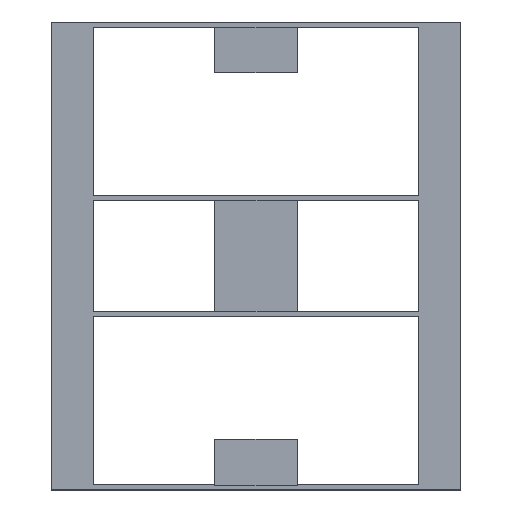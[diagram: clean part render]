
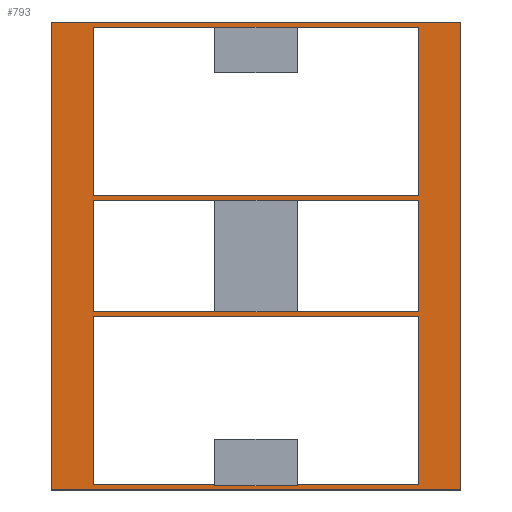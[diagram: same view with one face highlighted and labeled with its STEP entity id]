
A CAD part, top view. The second image highlights one B-rep face of the part: STEP entity #793.
In plain terms, the highlighted planar face has unit normal (0, 0, 1).
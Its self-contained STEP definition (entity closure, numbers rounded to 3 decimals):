
#15=FACE_BOUND('',#99,.T.);
#16=FACE_BOUND('',#100,.T.);
#17=FACE_BOUND('',#101,.T.);
#59=FACE_OUTER_BOUND('',#98,.T.);
#98=EDGE_LOOP('',(#663,#664,#665,#666));
#99=EDGE_LOOP('',(#667,#668,#669,#670,#671,#672,#673,#674));
#100=EDGE_LOOP('',(#675,#676,#677,#678,#679,#680,#681,#682));
#101=EDGE_LOOP('',(#683,#684,#685,#686,#687,#688));
#109=LINE('',#1044,#217);
#111=LINE('',#1048,#219);
#120=LINE('',#1067,#228);
#122=LINE('',#1071,#230);
#131=LINE('',#1087,#239);
#135=LINE('',#1097,#243);
#139=LINE('',#1106,#247);
#145=LINE('',#1118,#253);
#154=LINE('',#1136,#262);
#156=LINE('',#1140,#264);
#159=LINE('',#1146,#267);
#164=LINE('',#1156,#272);
#170=LINE('',#1167,#278);
#173=LINE('',#1173,#281);
#175=LINE('',#1177,#283);
#178=LINE('',#1184,#286);
#182=LINE('',#1190,#290);
#185=LINE('',#1196,#293);
#188=LINE('',#1201,#296);
#191=LINE('',#1207,#299);
#193=LINE('',#1211,#301);
#197=LINE('',#1217,#305);
#205=LINE('',#1235,#313);
#208=LINE('',#1241,#316);
#211=LINE('',#1247,#319);
#214=LINE('',#1251,#322);
#217=VECTOR('',#854,10.);
#219=VECTOR('',#858,10.);
#228=VECTOR('',#869,10.);
#230=VECTOR('',#873,10.);
#239=VECTOR('',#886,10.);
#243=VECTOR('',#898,10.);
#247=VECTOR('',#904,10.);
#253=VECTOR('',#914,10.);
#262=VECTOR('',#927,10.);
#264=VECTOR('',#931,10.);
#267=VECTOR('',#936,10.);
#272=VECTOR('',#943,10.);
#278=VECTOR('',#953,10.);
#281=VECTOR('',#958,10.);
#283=VECTOR('',#962,10.);
#286=VECTOR('',#967,10.);
#290=VECTOR('',#973,10.);
#293=VECTOR('',#978,10.);
#296=VECTOR('',#985,10.);
#299=VECTOR('',#990,10.);
#301=VECTOR('',#994,10.);
#305=VECTOR('',#1000,10.);
#313=VECTOR('',#1016,10.);
#316=VECTOR('',#1021,10.);
#319=VECTOR('',#1026,10.);
#322=VECTOR('',#1031,10.);
#325=VERTEX_POINT('',#1041);
#326=VERTEX_POINT('',#1043);
#327=VERTEX_POINT('',#1047);
#335=VERTEX_POINT('',#1064);
#336=VERTEX_POINT('',#1066);
#337=VERTEX_POINT('',#1070);
#343=VERTEX_POINT('',#1095);
#344=VERTEX_POINT('',#1096);
#347=VERTEX_POINT('',#1104);
#348=VERTEX_POINT('',#1105);
#351=VERTEX_POINT('',#1116);
#352=VERTEX_POINT('',#1117);
#359=VERTEX_POINT('',#1135);
#360=VERTEX_POINT('',#1139);
#362=VERTEX_POINT('',#1145);
#366=VERTEX_POINT('',#1154);
#369=VERTEX_POINT('',#1165);
#371=VERTEX_POINT('',#1171);
#374=VERTEX_POINT('',#1181);
#375=VERTEX_POINT('',#1183);
#378=VERTEX_POINT('',#1194);
#380=VERTEX_POINT('',#1205);
#387=VERTEX_POINT('',#1232);
#388=VERTEX_POINT('',#1234);
#390=VERTEX_POINT('',#1240);
#392=VERTEX_POINT('',#1246);
#395=EDGE_CURVE('',#326,#325,#109,.T.);
#397=EDGE_CURVE('',#327,#325,#111,.T.);
#406=EDGE_CURVE('',#336,#335,#120,.T.);
#408=EDGE_CURVE('',#336,#337,#122,.T.);
#417=EDGE_CURVE('',#327,#337,#131,.T.);
#421=EDGE_CURVE('',#343,#344,#135,.T.);
#425=EDGE_CURVE('',#347,#348,#139,.T.);
#431=EDGE_CURVE('',#351,#352,#145,.T.);
#440=EDGE_CURVE('',#347,#359,#154,.T.);
#442=EDGE_CURVE('',#360,#359,#156,.T.);
#445=EDGE_CURVE('',#362,#326,#159,.T.);
#450=EDGE_CURVE('',#366,#348,#164,.T.);
#456=EDGE_CURVE('',#335,#369,#170,.T.);
#459=EDGE_CURVE('',#366,#371,#173,.T.);
#461=EDGE_CURVE('',#360,#344,#175,.T.);
#464=EDGE_CURVE('',#375,#374,#178,.T.);
#468=EDGE_CURVE('',#343,#371,#182,.T.);
#471=EDGE_CURVE('',#374,#378,#185,.T.);
#474=EDGE_CURVE('',#369,#362,#188,.T.);
#477=EDGE_CURVE('',#378,#380,#191,.T.);
#479=EDGE_CURVE('',#375,#352,#193,.T.);
#483=EDGE_CURVE('',#351,#380,#197,.T.);
#491=EDGE_CURVE('',#388,#387,#205,.T.);
#494=EDGE_CURVE('',#390,#388,#208,.T.);
#497=EDGE_CURVE('',#392,#390,#211,.T.);
#500=EDGE_CURVE('',#387,#392,#214,.T.);
#663=ORIENTED_EDGE('',*,*,#491,.T.);
#664=ORIENTED_EDGE('',*,*,#500,.T.);
#665=ORIENTED_EDGE('',*,*,#497,.T.);
#666=ORIENTED_EDGE('',*,*,#494,.T.);
#667=ORIENTED_EDGE('',*,*,#417,.T.);
#668=ORIENTED_EDGE('',*,*,#408,.F.);
#669=ORIENTED_EDGE('',*,*,#406,.T.);
#670=ORIENTED_EDGE('',*,*,#456,.T.);
#671=ORIENTED_EDGE('',*,*,#474,.T.);
#672=ORIENTED_EDGE('',*,*,#445,.T.);
#673=ORIENTED_EDGE('',*,*,#395,.T.);
#674=ORIENTED_EDGE('',*,*,#397,.F.);
#675=ORIENTED_EDGE('',*,*,#421,.T.);
#676=ORIENTED_EDGE('',*,*,#461,.F.);
#677=ORIENTED_EDGE('',*,*,#442,.T.);
#678=ORIENTED_EDGE('',*,*,#440,.F.);
#679=ORIENTED_EDGE('',*,*,#425,.T.);
#680=ORIENTED_EDGE('',*,*,#450,.F.);
#681=ORIENTED_EDGE('',*,*,#459,.T.);
#682=ORIENTED_EDGE('',*,*,#468,.F.);
#683=ORIENTED_EDGE('',*,*,#431,.T.);
#684=ORIENTED_EDGE('',*,*,#479,.F.);
#685=ORIENTED_EDGE('',*,*,#464,.T.);
#686=ORIENTED_EDGE('',*,*,#471,.T.);
#687=ORIENTED_EDGE('',*,*,#477,.T.);
#688=ORIENTED_EDGE('',*,*,#483,.F.);
#754=PLANE('',#846);
#793=ADVANCED_FACE('',(#59,#15,#16,#17),#754,.T.);
#846=AXIS2_PLACEMENT_3D('',#1252,#1032,#1033);
#854=DIRECTION('',(-1.,0.,0.));
#858=DIRECTION('',(0.,1.,0.));
#869=DIRECTION('',(-1.,0.,0.));
#873=DIRECTION('',(0.,-1.,0.));
#886=DIRECTION('',(-1.,0.,0.));
#898=DIRECTION('',(1.,0.,0.));
#904=DIRECTION('',(-1.,0.,0.));
#914=DIRECTION('',(1.,0.,0.));
#927=DIRECTION('',(1.,0.,0.));
#931=DIRECTION('',(0.,-1.,0.));
#936=DIRECTION('',(0.,-1.,0.));
#943=DIRECTION('',(1.,0.,0.));
#953=DIRECTION('',(0.,1.,0.));
#958=DIRECTION('',(0.,1.,0.));
#962=DIRECTION('',(-1.,0.,0.));
#967=DIRECTION('',(0.,-1.,0.));
#973=DIRECTION('',(-1.,0.,0.));
#978=DIRECTION('',(-1.,0.,0.));
#985=DIRECTION('',(1.,0.,0.));
#990=DIRECTION('',(0.,1.,0.));
#994=DIRECTION('',(-1.,0.,0.));
#1000=DIRECTION('',(-1.,0.,0.));
#1016=DIRECTION('',(1.,0.,0.));
#1021=DIRECTION('',(0.,-1.,0.));
#1026=DIRECTION('',(-1.,0.,0.));
#1031=DIRECTION('',(0.,1.,0.));
#1032=DIRECTION('center_axis',(0.,0.,1.));
#1033=DIRECTION('ref_axis',(1.,0.,0.));
#1041=CARTESIAN_POINT('',(-31.594,-44.219,5.));
#1043=CARTESIAN_POINT('',(-8.103,-44.219,5.));
#1044=CARTESIAN_POINT('',(-31.594,-44.219,5.));
#1047=CARTESIAN_POINT('',(-31.594,-44.364,5.));
#1048=CARTESIAN_POINT('',(-31.594,-44.969,5.));
#1064=CARTESIAN_POINT('',(-71.104,-44.219,5.));
#1066=CARTESIAN_POINT('',(-47.613,-44.219,5.));
#1067=CARTESIAN_POINT('',(-71.104,-44.219,5.));
#1070=CARTESIAN_POINT('',(-47.613,-44.364,5.));
#1071=CARTESIAN_POINT('',(-47.613,-40.061,5.));
#1087=CARTESIAN_POINT('',(-43.608,-44.364,5.));
#1095=CARTESIAN_POINT('',(-47.613,10.775,5.));
#1096=CARTESIAN_POINT('',(-31.594,10.775,5.));
#1097=CARTESIAN_POINT('',(-17.823,10.775,5.));
#1104=CARTESIAN_POINT('',(-31.594,-10.775,5.));
#1105=CARTESIAN_POINT('',(-47.613,-10.775,5.));
#1106=CARTESIAN_POINT('',(-25.832,-10.775,5.));
#1116=CARTESIAN_POINT('',(-47.613,44.219,5.));
#1117=CARTESIAN_POINT('',(-31.594,44.219,5.));
#1118=CARTESIAN_POINT('',(-17.823,44.219,5.));
#1135=CARTESIAN_POINT('',(-8.103,-10.775,5.));
#1136=CARTESIAN_POINT('',(-31.594,-10.775,5.));
#1139=CARTESIAN_POINT('',(-8.103,10.775,5.));
#1140=CARTESIAN_POINT('',(-8.103,-45.219,5.));
#1145=CARTESIAN_POINT('',(-8.103,-11.775,5.));
#1146=CARTESIAN_POINT('',(-8.103,-45.219,5.));
#1154=CARTESIAN_POINT('',(-71.104,-10.775,5.));
#1156=CARTESIAN_POINT('',(-47.613,-10.775,5.));
#1165=CARTESIAN_POINT('',(-71.104,-11.775,5.));
#1167=CARTESIAN_POINT('',(-71.104,-45.219,5.));
#1171=CARTESIAN_POINT('',(-71.104,10.775,5.));
#1173=CARTESIAN_POINT('',(-71.104,-45.219,5.));
#1177=CARTESIAN_POINT('',(-8.103,10.775,5.));
#1181=CARTESIAN_POINT('',(-8.103,11.775,5.));
#1183=CARTESIAN_POINT('',(-8.103,44.219,5.));
#1184=CARTESIAN_POINT('',(-8.103,-45.219,5.));
#1190=CARTESIAN_POINT('',(-71.104,10.775,5.));
#1194=CARTESIAN_POINT('',(-71.104,11.775,5.));
#1196=CARTESIAN_POINT('',(-8.103,11.775,5.));
#1201=CARTESIAN_POINT('',(-47.613,-11.775,5.));
#1205=CARTESIAN_POINT('',(-71.104,44.219,5.));
#1207=CARTESIAN_POINT('',(-71.104,-45.219,5.));
#1211=CARTESIAN_POINT('',(-8.103,44.219,5.));
#1217=CARTESIAN_POINT('',(-71.104,44.219,5.));
#1232=CARTESIAN_POINT('',(0.,-45.219,5.));
#1234=CARTESIAN_POINT('',(-79.207,-45.219,5.));
#1235=CARTESIAN_POINT('',(-79.207,-45.219,5.));
#1240=CARTESIAN_POINT('',(-79.207,45.219,5.));
#1241=CARTESIAN_POINT('',(-79.207,-45.219,5.));
#1246=CARTESIAN_POINT('',(0.,45.219,5.));
#1247=CARTESIAN_POINT('',(-8.103,45.219,5.));
#1251=CARTESIAN_POINT('',(0.,45.219,5.));
#1252=CARTESIAN_POINT('Origin',(-4.052,0.,5.));
